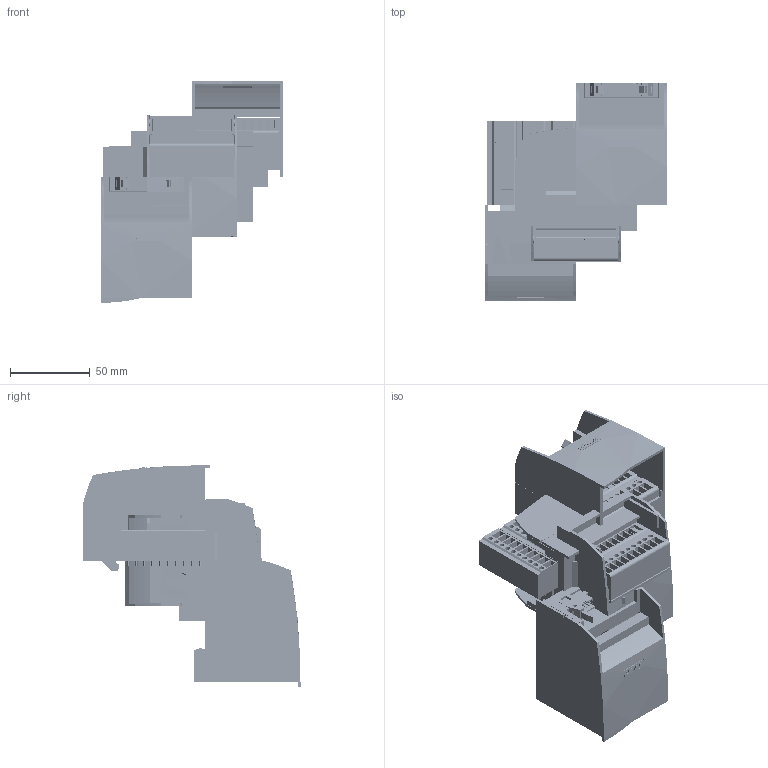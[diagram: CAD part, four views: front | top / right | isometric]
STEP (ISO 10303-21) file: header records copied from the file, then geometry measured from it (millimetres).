
FILE_DESCRIPTION( ( 'Unknown' ), '1' );
FILE_NAME( '6es79240cc200aa0_001_stp.stp', 'Unknown', ( 'Unknown' ), ( 'Unknown' ), 'PSStep 13.0', 'Unknown', ' ' );
FILE_SCHEMA( ( 'AUTOMOTIVE_DESIGN { 1 0 10303 214 1 1 1 1 }' ) );
Length unit declared in the file: millimetre
Products named in the file (56): Device_G2CR-oa1_3; Motherboard-8bit_TP2_3_A-oa0_3; Assem1; C98130-A7800-X255_; PCB 8bit_TP2_3_A_3; FCI-71918-116BLF_5; PHX FRONT 2,5-V Block 3x10_0; SIEMENS-Kleber-17x4,5_6; C98130-A7800-C011CR_3; C98130-A7800-C013.CR_3; C98130-A7800-C012CR_3; C98130-A7800-X255_0
Bounding box: 114 x 136 x 139 mm (x, y, z)
Volume: 495550.7 mm3; surface area: 345220.9 mm2
Topology: 170 solids, 170 shells, 6334 faces, 16157 edges, 11051 vertices
Faces by surface type: plane 4809, cylinder 1176, extrusion 349
Full cylindrical faces by diameter (mm): 0.5 x10, 1.02 x80, 1.3 x300, 1.4 x495, 3 x150, 4 x8
Entity records: 61716 total; most frequent: CARTESIAN_POINT 13846, ORIENTED_EDGE 6878, DIRECTION 6702, EDGE_CURVE 3439, VECTOR 2830, LINE 2715, VERTEX_POINT 2433, EDGE_LOOP 2178
